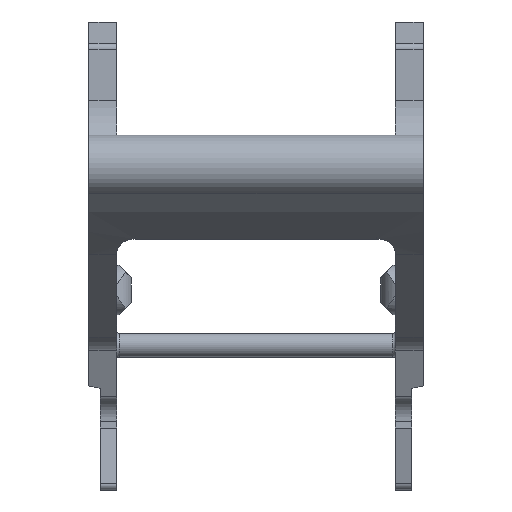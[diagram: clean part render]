
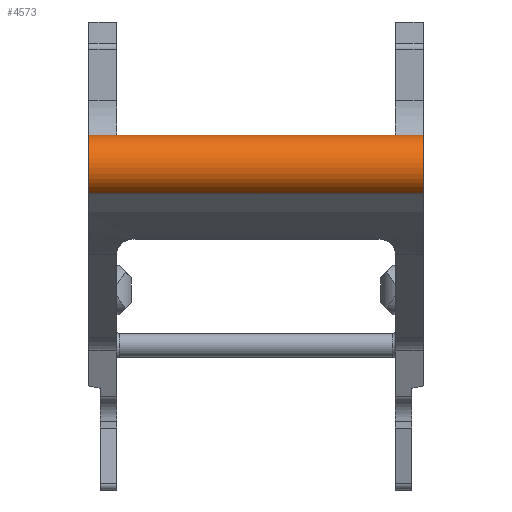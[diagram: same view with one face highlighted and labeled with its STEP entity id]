
A CAD part, left-side view. The second image highlights one B-rep face of the part: STEP entity #4573.
In plain terms, the highlighted cylindrical face has radius 2.5 mm (diameter 5 mm), a partial arc.
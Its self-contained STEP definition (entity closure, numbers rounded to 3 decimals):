
#195=CARTESIAN_POINT('',(-32.899,13.5,-1.));
#196=DIRECTION('',(0.,1.,0.));
#197=DIRECTION('',(-0.455,0.,-0.89));
#198=AXIS2_PLACEMENT_3D('',#195,#196,#197);
#1159=CARTESIAN_POINT('',(-32.899,-13.5,-1.));
#1160=DIRECTION('',(0.,1.,0.));
#1161=DIRECTION('',(-0.455,0.,-0.89));
#1162=AXIS2_PLACEMENT_3D('',#1159,#1160,#1161);
#1404=DIRECTION('',(0.,-1.,0.));
#1405=VECTOR('',#1404,27.);
#1406=CARTESIAN_POINT('',(-34.037,13.5,-3.226));
#1407=LINE('',#1406,#1405);
#1463=DIRECTION('',(0.,1.,0.));
#1464=VECTOR('',#1463,27.);
#1465=CARTESIAN_POINT('',(-32.302,-13.5,1.428));
#1466=LINE('',#1465,#1464);
#2216=CARTESIAN_POINT('',(-34.037,13.5,-3.226));
#2217=VERTEX_POINT('',#2216);
#2218=CARTESIAN_POINT('',(-32.302,13.5,1.428));
#2219=VERTEX_POINT('',#2218);
#2276=CARTESIAN_POINT('',(-34.037,-13.5,-3.226));
#2277=CARTESIAN_POINT('',(-32.302,-13.5,1.428));
#2278=VERTEX_POINT('',#2276);
#2279=VERTEX_POINT('',#2277);
#4562=CARTESIAN_POINT('',(-32.899,13.5,-1.));
#4563=DIRECTION('',(0.,1.,0.));
#4564=DIRECTION('',(0.,0.,-1.));
#4565=AXIS2_PLACEMENT_3D('',#4562,#4563,#4564);
#4566=CYLINDRICAL_SURFACE('',#4565,2.5);
#4567=ORIENTED_EDGE('',*,*,#4180,.F.);
#4568=ORIENTED_EDGE('',*,*,#3802,.F.);
#4569=ORIENTED_EDGE('',*,*,#4127,.F.);
#4570=ORIENTED_EDGE('',*,*,#2780,.T.);
#4571=EDGE_LOOP('',(#4567,#4568,#4569,#4570));
#4572=FACE_OUTER_BOUND('',#4571,.F.);
#199=CIRCLE('',#198,2.5);
#1163=CIRCLE('',#1162,2.5);
#2780=EDGE_CURVE('',#2217,#2219,#199,.T.);
#3802=EDGE_CURVE('',#2278,#2279,#1163,.T.);
#4127=EDGE_CURVE('',#2217,#2278,#1407,.T.);
#4180=EDGE_CURVE('',#2279,#2219,#1466,.T.);
#4573=ADVANCED_FACE('',(#4572),#4566,.T.);
